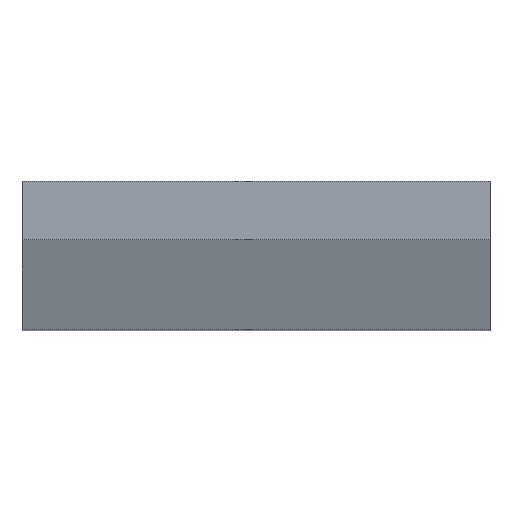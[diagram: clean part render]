
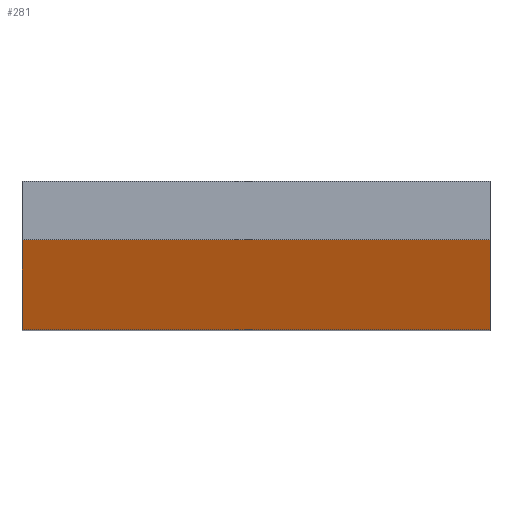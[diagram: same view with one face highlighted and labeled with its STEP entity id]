
A CAD part, top view. The second image highlights one B-rep face of the part: STEP entity #281.
In plain terms, the highlighted planar face has unit normal (0, -0.342, 0.94).
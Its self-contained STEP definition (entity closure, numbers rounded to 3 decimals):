
#45=VERTEX_POINT('',#46);
#46=CARTESIAN_POINT('',(-2.5,0.72,25.27));
#50=ORIENTED_EDGE('',*,*,#51,.F.);
#51=EDGE_CURVE('',#52,#45,#54,.T.);
#52=VERTEX_POINT('',#53);
#53=CARTESIAN_POINT('',(-2.5,-2.33,24.16));
#54=LINE('',#53,#55);
#55=VECTOR('',#56,1.);
#56=DIRECTION('',(0.,0.94,0.342));
#98=VECTOR('',#99,1.);
#99=DIRECTION('',(1.,0.,0.));
#205=VERTEX_POINT('',#206);
#206=CARTESIAN_POINT('',(13.4,-2.33,24.16));
#208=EDGE_CURVE('',#52,#205,#209,.T.);
#209=LINE('',#53,#98);
#281=ADVANCED_FACE('',(#282),#295,.T.);
#282=FACE_BOUND('',#283,.T.);
#283=EDGE_LOOP('',(#284,#285,#292,#50));
#284=ORIENTED_EDGE('',*,*,#208,.T.);
#285=ORIENTED_EDGE('',*,*,#286,.T.);
#286=EDGE_CURVE('',#205,#287,#289,.T.);
#287=VERTEX_POINT('',#288);
#288=CARTESIAN_POINT('',(13.4,0.72,25.27));
#289=LINE('',#206,#290);
#290=VECTOR('',#291,1.);
#291=DIRECTION('',(0.,0.94,0.342)  );
#292=ORIENTED_EDGE('',*,*,#293,.F.);
#293=EDGE_CURVE('',#45,#287,#294,.T.);
#294=LINE('',#46,#98);
#295=PLANE('',#296);
#296=AXIS2_PLACEMENT_3D('',#53,#297,#291);
#297=DIRECTION('',(0.,-0.342,0.94)  );
